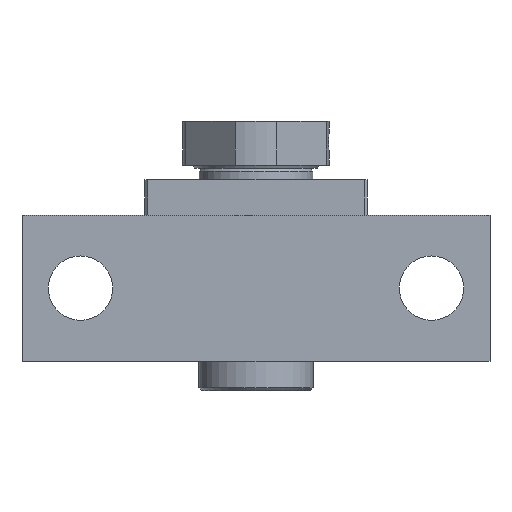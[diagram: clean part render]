
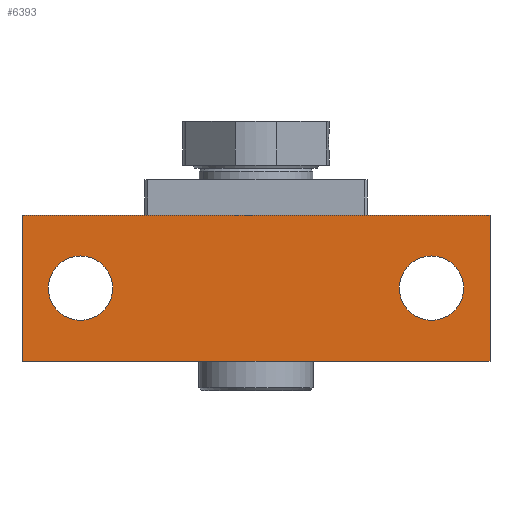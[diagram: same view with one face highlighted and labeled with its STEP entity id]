
A CAD part, front view. The second image highlights one B-rep face of the part: STEP entity #6393.
In plain terms, the highlighted planar face has unit normal (0, -1, 0).
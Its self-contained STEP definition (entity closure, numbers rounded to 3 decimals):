
#4 = CIRCLE ( 'NONE', #2047, 5.5 ) ;
#289 = DIRECTION ( 'NONE',  ( 0., 1., 0. ) ) ;
#447 = VERTEX_POINT ( 'NONE', #2058 ) ;
#470 = LINE ( 'NONE', #7161, #2137 ) ;
#647 = PLANE ( 'NONE',  #2507 ) ;
#748 = ORIENTED_EDGE ( 'NONE', *, *, #2062, .F. ) ;
#796 = CARTESIAN_POINT ( 'NONE',  ( 30., -30., -18. ) ) ;
#837 = EDGE_CURVE ( 'NONE', #1183, #6748, #5159, .T. ) ;
#888 = DIRECTION ( 'NONE',  ( 0., 0., 1. ) ) ;
#972 = EDGE_CURVE ( 'NONE', #7441, #447, #4, .T. ) ;
#1055 = CARTESIAN_POINT ( 'NONE',  ( -30., -30., -12.5 ) ) ;
#1070 = DIRECTION ( 'NONE',  ( 0., 0., 1. ) ) ;
#1107 = DIRECTION ( 'NONE',  ( 0., 0., 1. ) ) ;
#1139 = EDGE_LOOP ( 'NONE', ( #2337, #4764 ) ) ;
#1183 = VERTEX_POINT ( 'NONE', #6340 ) ;
#1190 = DIRECTION ( 'NONE',  ( 0., 0., 1. ) ) ;
#1297 = EDGE_LOOP ( 'NONE', ( #5974, #1894 ) ) ;
#1500 = ORIENTED_EDGE ( 'NONE', *, *, #6005, .F. ) ;
#1564 = FACE_BOUND ( 'NONE', #1297, .T. ) ;
#1643 = DIRECTION ( 'NONE',  ( 0., 1., 0. ) ) ;
#1655 = VERTEX_POINT ( 'NONE', #6450 ) ;
#1749 = FACE_BOUND ( 'NONE', #1139, .T. ) ;
#1816 = DIRECTION ( 'NONE',  ( 0., 1., 0. ) ) ;
#1848 = CARTESIAN_POINT ( 'NONE',  ( -40., -30., -25. ) ) ;
#1894 = ORIENTED_EDGE ( 'NONE', *, *, #3915, .T. ) ;
#1940 = DIRECTION ( 'NONE',  ( 0., 1., 0. ) ) ;
#2047 = AXIS2_PLACEMENT_3D ( 'NONE', #2403, #1643, #888 ) ;
#2058 = CARTESIAN_POINT ( 'NONE',  ( -30., -30., -7. ) ) ;
#2062 = EDGE_CURVE ( 'NONE', #1655, #6748, #4315, .T. ) ;
#2095 = ORIENTED_EDGE ( 'NONE', *, *, #837, .T. ) ;
#2135 = FACE_OUTER_BOUND ( 'NONE', #2726, .T. ) ;
#2137 = VECTOR ( 'NONE', #6373, 1000. ) ;
#2337 = ORIENTED_EDGE ( 'NONE', *, *, #6444, .T. ) ;
#2403 = CARTESIAN_POINT ( 'NONE',  ( -30., -30., -12.5 ) ) ;
#2507 = AXIS2_PLACEMENT_3D ( 'NONE', #7351, #6560, #5809 ) ;
#2535 = CARTESIAN_POINT ( 'NONE',  ( -40., -30., -25. ) ) ;
#2592 = CARTESIAN_POINT ( 'NONE',  ( 30., -30., -12.5 ) ) ;
#2629 = LINE ( 'NONE', #1848, #3297 ) ;
#2726 = EDGE_LOOP ( 'NONE', ( #748, #1500, #5117, #2095 ) ) ;
#2774 = AXIS2_PLACEMENT_3D ( 'NONE', #7307, #1940, #1190 ) ;
#2891 = VECTOR ( 'NONE', #5667, 1000. ) ;
#2967 = CARTESIAN_POINT ( 'NONE',  ( 40., -30., 0. ) ) ;
#3236 = CIRCLE ( 'NONE', #2774, 5.5 ) ;
#3297 = VECTOR ( 'NONE', #1107, 1000. ) ;
#3483 = VERTEX_POINT ( 'NONE', #796 ) ;
#3608 = DIRECTION ( 'NONE',  ( 0., 0., 1. ) ) ;
#3860 = AXIS2_PLACEMENT_3D ( 'NONE', #1055, #289, #6973 ) ;
#3915 = EDGE_CURVE ( 'NONE', #3483, #5476, #5972, .T. ) ;
#3919 = VECTOR ( 'NONE', #3608, 1000. ) ;
#4315 = LINE ( 'NONE', #6408, #2891 ) ;
#4385 = CIRCLE ( 'NONE', #3860, 5.5 ) ;
#4391 = CARTESIAN_POINT ( 'NONE',  ( 40., -30., -25. ) ) ;
#4764 = ORIENTED_EDGE ( 'NONE', *, *, #972, .T. ) ;
#4928 = EDGE_CURVE ( 'NONE', #5894, #1183, #470, .T. ) ;
#5012 = CARTESIAN_POINT ( 'NONE',  ( 30., -30., -7. ) ) ;
#5117 = ORIENTED_EDGE ( 'NONE', *, *, #4928, .T. ) ;
#5159 = LINE ( 'NONE', #4391, #3919 ) ;
#5476 = VERTEX_POINT ( 'NONE', #5012 ) ;
#5610 = CARTESIAN_POINT ( 'NONE',  ( -30., -30., -18. ) ) ;
#5667 = DIRECTION ( 'NONE',  ( 1., 0., 0. ) ) ;
#5809 = DIRECTION ( 'NONE',  ( 0., 0., -1. ) ) ;
#5894 = VERTEX_POINT ( 'NONE', #2535 ) ;
#5972 = CIRCLE ( 'NONE', #6703, 5.5 ) ;
#5974 = ORIENTED_EDGE ( 'NONE', *, *, #6234, .T. ) ;
#6005 = EDGE_CURVE ( 'NONE', #5894, #1655, #2629, .T. ) ;
#6234 = EDGE_CURVE ( 'NONE', #5476, #3483, #3236, .T. ) ;
#6340 = CARTESIAN_POINT ( 'NONE',  ( 40., -30., -25. ) ) ;
#6373 = DIRECTION ( 'NONE',  ( 1., 0., 0. ) ) ;
#6393 = ADVANCED_FACE ( 'NONE', ( #1564, #1749, #2135 ), #647, .T. ) ;
#6408 = CARTESIAN_POINT ( 'NONE',  ( -40., -30., 0. ) ) ;
#6444 = EDGE_CURVE ( 'NONE', #447, #7441, #4385, .T. ) ;
#6450 = CARTESIAN_POINT ( 'NONE',  ( -40., -30., 0. ) ) ;
#6560 = DIRECTION ( 'NONE',  ( 0., -1., 0. ) ) ;
#6703 = AXIS2_PLACEMENT_3D ( 'NONE', #2592, #1816, #1070 ) ;
#6748 = VERTEX_POINT ( 'NONE', #2967 ) ;
#6973 = DIRECTION ( 'NONE',  ( 0., 0., 1. ) ) ;
#7161 = CARTESIAN_POINT ( 'NONE',  ( -40., -30., -25. ) ) ;
#7307 = CARTESIAN_POINT ( 'NONE',  ( 30., -30., -12.5 ) ) ;
#7351 = CARTESIAN_POINT ( 'NONE',  ( -40., -30., -25. ) ) ;
#7441 = VERTEX_POINT ( 'NONE', #5610 ) ;
